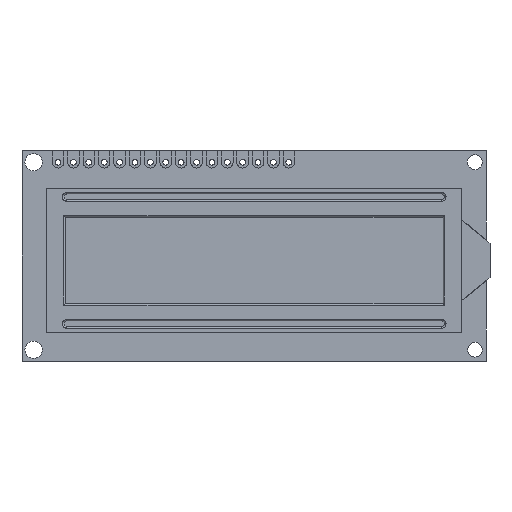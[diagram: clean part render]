
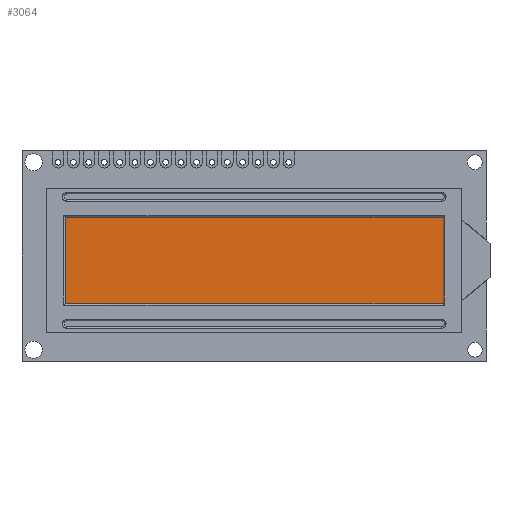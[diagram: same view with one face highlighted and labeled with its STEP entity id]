
A CAD part, front view. The second image highlights one B-rep face of the part: STEP entity #3064.
In plain terms, the highlighted planar face has unit normal (0, -1, 0).
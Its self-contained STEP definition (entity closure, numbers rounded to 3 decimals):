
#188=PLANE('',#3344);
#344=FACE_OUTER_BOUND('',#550,.T.);
#550=EDGE_LOOP('',(#2764,#2765,#2766,#2767));
#808=LINE('',#5305,#1090);
#811=LINE('',#5310,#1093);
#834=LINE('',#5398,#1116);
#835=LINE('',#5399,#1117);
#1090=VECTOR('',#4046,10.);
#1093=VECTOR('',#4051,10.);
#1116=VECTOR('',#4150,10.);
#1117=VECTOR('',#4151,10.);
#1488=VERTEX_POINT('',#5302);
#1489=VERTEX_POINT('',#5304);
#1490=VERTEX_POINT('',#5308);
#1517=VERTEX_POINT('',#5397);
#1892=EDGE_CURVE('',#1488,#1489,#808,.T.);
#1895=EDGE_CURVE('',#1490,#1488,#811,.T.);
#1938=EDGE_CURVE('',#1489,#1517,#834,.T.);
#1939=EDGE_CURVE('',#1517,#1490,#835,.T.);
#2764=ORIENTED_EDGE('',*,*,#1938,.F.);
#2765=ORIENTED_EDGE('',*,*,#1892,.F.);
#2766=ORIENTED_EDGE('',*,*,#1895,.F.);
#2767=ORIENTED_EDGE('',*,*,#1939,.F.);
#3064=ADVANCED_FACE('',(#344),#188,.F.);
#3344=AXIS2_PLACEMENT_3D('',#5396,#4148,#4149);
#4046=DIRECTION('',(0.,0.,-1.));
#4051=DIRECTION('',(1.,0.,0.));
#4148=DIRECTION('center_axis',(0.,1.,0.));
#4149=DIRECTION('ref_axis',(1.,0.,0.));
#4150=DIRECTION('',(-1.,0.,0.));
#4151=DIRECTION('',(0.,0.,1.));
#5302=CARTESIAN_POINT('',(68.75,0.6,20.));
#5304=CARTESIAN_POINT('',(68.75,0.6,5.));
#5305=CARTESIAN_POINT('',(68.75,0.6,8.75));
#5308=CARTESIAN_POINT('',(3.25,0.6,20.));
#5310=CARTESIAN_POINT('',(52.375,0.6,20.));
#5396=CARTESIAN_POINT('Origin',(36.,0.6,12.5));
#5397=CARTESIAN_POINT('',(3.25,0.6,5.));
#5398=CARTESIAN_POINT('',(19.625,0.6,5.));
#5399=CARTESIAN_POINT('',(3.25,0.6,16.25));
